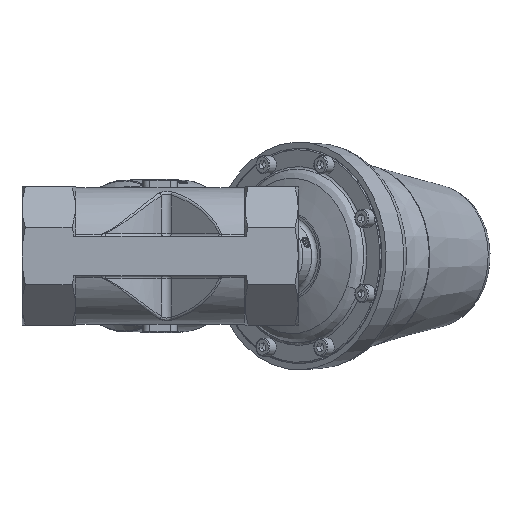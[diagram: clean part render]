
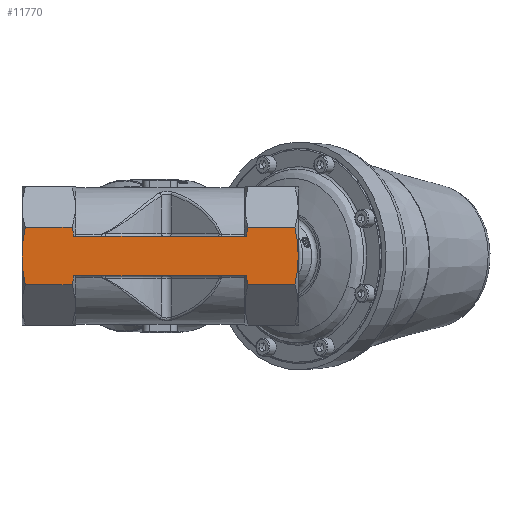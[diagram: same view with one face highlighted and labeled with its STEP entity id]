
A CAD part, front view. The second image highlights one B-rep face of the part: STEP entity #11770.
In plain terms, the highlighted planar face has unit normal (0, -1, 0).
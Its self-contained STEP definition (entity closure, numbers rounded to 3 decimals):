
#125=(
BOUNDED_CURVE()
B_SPLINE_CURVE(2,(#18311,#18312,#18313),.UNSPECIFIED.,.F.,.F.)
B_SPLINE_CURVE_WITH_KNOTS((3,3),(2.757,3.496),
 .UNSPECIFIED.)
CURVE()
GEOMETRIC_REPRESENTATION_ITEM()
RATIONAL_B_SPLINE_CURVE((1.166,1.18,1.19))
REPRESENTATION_ITEM('')
);
#133=(
BOUNDED_CURVE()
B_SPLINE_CURVE(2,(#18982,#18983,#18984),.UNSPECIFIED.,.F.,.F.)
B_SPLINE_CURVE_WITH_KNOTS((3,3),(8.04,8.825),
 .UNSPECIFIED.)
CURVE()
GEOMETRIC_REPRESENTATION_ITEM()
RATIONAL_B_SPLINE_CURVE((1.254,1.244,1.229))
REPRESENTATION_ITEM('')
);
#135=(
BOUNDED_CURVE()
B_SPLINE_CURVE(2,(#19098,#19099,#19100),.UNSPECIFIED.,.F.,.F.)
B_SPLINE_CURVE_WITH_KNOTS((3,3),(3.554,4.338),
 .UNSPECIFIED.)
CURVE()
GEOMETRIC_REPRESENTATION_ITEM()
RATIONAL_B_SPLINE_CURVE((1.229,1.244,1.254))
REPRESENTATION_ITEM('')
);
#144=(
BOUNDED_CURVE()
B_SPLINE_CURVE(2,(#19395,#19396,#19397),.UNSPECIFIED.,.F.,.F.)
B_SPLINE_CURVE_WITH_KNOTS((3,3),(6.986,7.725),
 .UNSPECIFIED.)
CURVE()
GEOMETRIC_REPRESENTATION_ITEM()
RATIONAL_B_SPLINE_CURVE((1.19,1.18,1.166))
REPRESENTATION_ITEM('')
);
#156=(
BOUNDED_CURVE()
B_SPLINE_CURVE(2,(#23916,#23917,#23918),.UNSPECIFIED.,.F.,.F.)
B_SPLINE_CURVE_WITH_KNOTS((3,3),(2.256,4.557),
 .UNSPECIFIED.)
CURVE()
GEOMETRIC_REPRESENTATION_ITEM()
RATIONAL_B_SPLINE_CURVE((1.04,1.041,1.))
REPRESENTATION_ITEM('')
);
#157=(
BOUNDED_CURVE()
B_SPLINE_CURVE(2,(#23921,#23922,#23923),.UNSPECIFIED.,.F.,.F.)
B_SPLINE_CURVE_WITH_KNOTS((3,3),(4.557,6.857),
 .UNSPECIFIED.)
CURVE()
GEOMETRIC_REPRESENTATION_ITEM()
RATIONAL_B_SPLINE_CURVE((1.,1.041,1.04))
REPRESENTATION_ITEM('')
);
#161=(
BOUNDED_CURVE()
B_SPLINE_CURVE(2,(#23941,#23942,#23943),.UNSPECIFIED.,.F.,.F.)
B_SPLINE_CURVE_WITH_KNOTS((3,3),(2.751,5.105),
 .UNSPECIFIED.)
CURVE()
GEOMETRIC_REPRESENTATION_ITEM()
RATIONAL_B_SPLINE_CURVE((1.048,1.045,1.))
REPRESENTATION_ITEM('')
);
#164=(
BOUNDED_CURVE()
B_SPLINE_CURVE(2,(#23955,#23956,#23957),.UNSPECIFIED.,.F.,.F.)
B_SPLINE_CURVE_WITH_KNOTS((3,3),(5.105,7.459),
 .UNSPECIFIED.)
CURVE()
GEOMETRIC_REPRESENTATION_ITEM()
RATIONAL_B_SPLINE_CURVE((1.,1.045,1.048))
REPRESENTATION_ITEM('')
);
#2137=FACE_OUTER_BOUND('',#2843,.T.);
#2843=EDGE_LOOP('',(#9707,#9708,#9709,#9710,#9711,#9712,#9713,#9714,#9715,
#9716,#9717,#9718,#9719,#9720));
#3296=LINE('',#18964,#3974);
#3301=LINE('',#19121,#3979);
#3633=LINE('',#24017,#4311);
#3634=LINE('',#24019,#4312);
#3635=LINE('',#24020,#4313);
#3636=LINE('',#24021,#4314);
#3974=VECTOR('',#13837,10.);
#3979=VECTOR('',#13878,10.);
#4311=VECTOR('',#14928,10.);
#4312=VECTOR('',#14931,10.);
#4313=VECTOR('',#14932,10.);
#4314=VECTOR('',#14933,10.);
#4801=VERTEX_POINT('',#18306);
#4802=VERTEX_POINT('',#18310);
#4841=VERTEX_POINT('',#18960);
#4845=VERTEX_POINT('',#18978);
#4858=VERTEX_POINT('',#19093);
#4859=VERTEX_POINT('',#19097);
#4863=VERTEX_POINT('',#19117);
#4870=VERTEX_POINT('',#19391);
#5238=VERTEX_POINT('',#23910);
#5239=VERTEX_POINT('',#23914);
#5240=VERTEX_POINT('',#23920);
#5243=VERTEX_POINT('',#23939);
#5244=VERTEX_POINT('',#23940);
#5246=VERTEX_POINT('',#23950);
#6052=EDGE_CURVE('',#4802,#4801,#125,.T.);
#6116=EDGE_CURVE('',#4801,#4841,#3296,.T.);
#6121=EDGE_CURVE('',#4841,#4845,#133,.T.);
#6143=EDGE_CURVE('',#4859,#4858,#135,.T.);
#6149=EDGE_CURVE('',#4858,#4863,#3301,.T.);
#6167=EDGE_CURVE('',#4863,#4870,#144,.T.);
#6815=EDGE_CURVE('',#5238,#5239,#156,.T.);
#6816=EDGE_CURVE('',#5239,#5240,#157,.T.);
#6822=EDGE_CURVE('',#5243,#5244,#161,.T.);
#6826=EDGE_CURVE('',#5244,#5246,#164,.T.);
#6848=EDGE_CURVE('',#5240,#4859,#3633,.T.);
#6849=EDGE_CURVE('',#5238,#4845,#3634,.T.);
#6850=EDGE_CURVE('',#5243,#4870,#3635,.T.);
#6851=EDGE_CURVE('',#5246,#4802,#3636,.T.);
#9707=ORIENTED_EDGE('',*,*,#6121,.T.);
#9708=ORIENTED_EDGE('',*,*,#6849,.F.);
#9709=ORIENTED_EDGE('',*,*,#6815,.T.);
#9710=ORIENTED_EDGE('',*,*,#6816,.T.);
#9711=ORIENTED_EDGE('',*,*,#6848,.T.);
#9712=ORIENTED_EDGE('',*,*,#6143,.T.);
#9713=ORIENTED_EDGE('',*,*,#6149,.T.);
#9714=ORIENTED_EDGE('',*,*,#6167,.T.);
#9715=ORIENTED_EDGE('',*,*,#6850,.F.);
#9716=ORIENTED_EDGE('',*,*,#6822,.T.);
#9717=ORIENTED_EDGE('',*,*,#6826,.T.);
#9718=ORIENTED_EDGE('',*,*,#6851,.T.);
#9719=ORIENTED_EDGE('',*,*,#6052,.T.);
#9720=ORIENTED_EDGE('',*,*,#6116,.T.);
#11237=PLANE('',#12753);
#11770=ADVANCED_FACE('',(#2137),#11237,.T.);
#12753=AXIS2_PLACEMENT_3D('',#24018,#14929,#14930);
#13837=DIRECTION('',(1.,0.,0.));
#13878=DIRECTION('',(-1.,0.,0.));
#14928=DIRECTION('',(-1.,0.,0.));
#14929=DIRECTION('center_axis',(0.,-1.,0.));
#14930=DIRECTION('ref_axis',(0.,0.,-1.));
#14931=DIRECTION('',(-1.,0.,0.));
#14932=DIRECTION('',(1.,0.,0.));
#14933=DIRECTION('',(1.,0.,0.));
#18306=CARTESIAN_POINT('',(-62.438,-50.,-14.25));
#18310=CARTESIAN_POINT('',(-63.667,-50.,-20.711));
#18311=CARTESIAN_POINT('Ctrl Pts',(-63.667,-50.,-20.711));
#18312=CARTESIAN_POINT('Ctrl Pts',(-62.939,-50.,-17.416));
#18313=CARTESIAN_POINT('Ctrl Pts',(-62.438,-50.,-14.25));
#18960=CARTESIAN_POINT('',(62.438,-50.,-14.25));
#18964=CARTESIAN_POINT('',(-73.378,-50.,-14.25));
#18978=CARTESIAN_POINT('',(63.667,-50.,-20.711));
#18982=CARTESIAN_POINT('Ctrl Pts',(62.438,-50.,-14.25));
#18983=CARTESIAN_POINT('Ctrl Pts',(62.939,-50.,-17.416));
#18984=CARTESIAN_POINT('Ctrl Pts',(63.667,-50.,-20.711));
#19093=CARTESIAN_POINT('',(62.438,-50.,14.25));
#19097=CARTESIAN_POINT('',(63.667,-50.,20.711));
#19098=CARTESIAN_POINT('Ctrl Pts',(63.667,-50.,20.711));
#19099=CARTESIAN_POINT('Ctrl Pts',(62.939,-50.,17.416));
#19100=CARTESIAN_POINT('Ctrl Pts',(62.438,-50.,14.25));
#19117=CARTESIAN_POINT('',(-62.438,-50.,14.25));
#19121=CARTESIAN_POINT('',(-73.378,-50.,14.25));
#19391=CARTESIAN_POINT('',(-63.667,-50.,20.711));
#19395=CARTESIAN_POINT('Ctrl Pts',(-62.438,-50.,14.25));
#19396=CARTESIAN_POINT('Ctrl Pts',(-62.939,-50.,17.416));
#19397=CARTESIAN_POINT('Ctrl Pts',(-63.667,-50.,20.711));
#23910=CARTESIAN_POINT('',(97.622,-50.,-20.711));
#23914=CARTESIAN_POINT('',(100.,-50.,0.));
#23916=CARTESIAN_POINT('Ctrl Pts',(97.622,-50.,-20.711));
#23917=CARTESIAN_POINT('Ctrl Pts',(100.,-50.,-9.946));
#23918=CARTESIAN_POINT('Ctrl Pts',(100.,-50.,0.));
#23920=CARTESIAN_POINT('',(97.622,-50.,20.711));
#23921=CARTESIAN_POINT('Ctrl Pts',(100.,-50.,0.));
#23922=CARTESIAN_POINT('Ctrl Pts',(100.,-50.,9.946));
#23923=CARTESIAN_POINT('Ctrl Pts',(97.622,-50.,20.711));
#23939=CARTESIAN_POINT('',(-97.622,-50.,20.711));
#23940=CARTESIAN_POINT('',(-100.,-50.,0.));
#23941=CARTESIAN_POINT('Ctrl Pts',(-97.622,-50.,20.711));
#23942=CARTESIAN_POINT('Ctrl Pts',(-100.,-50.,9.946));
#23943=CARTESIAN_POINT('Ctrl Pts',(-100.,-50.,0.));
#23950=CARTESIAN_POINT('',(-97.622,-50.,-20.711));
#23955=CARTESIAN_POINT('Ctrl Pts',(-100.,-50.,0.));
#23956=CARTESIAN_POINT('Ctrl Pts',(-100.,-50.,-9.946));
#23957=CARTESIAN_POINT('Ctrl Pts',(-97.622,-50.,-20.711));
#24017=CARTESIAN_POINT('',(100.,-50.,20.711));
#24018=CARTESIAN_POINT('Origin',(100.,-50.,20.711));
#24019=CARTESIAN_POINT('',(100.,-50.,-20.711));
#24020=CARTESIAN_POINT('',(-100.,-50.,20.711));
#24021=CARTESIAN_POINT('',(-100.,-50.,-20.711));
